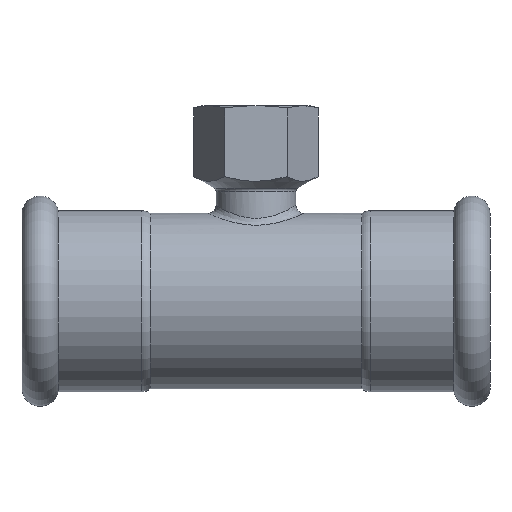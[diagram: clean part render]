
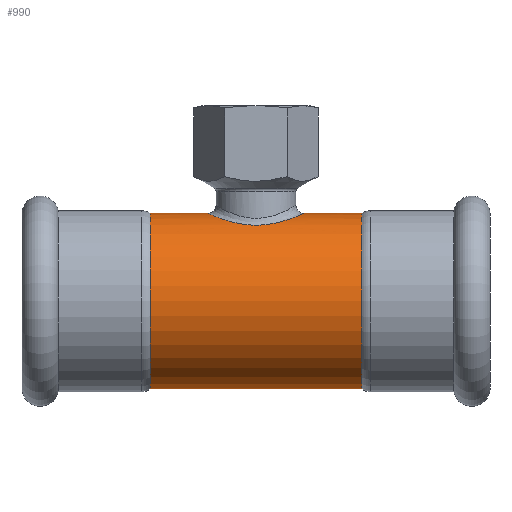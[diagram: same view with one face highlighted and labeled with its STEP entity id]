
A CAD part, front view. The second image highlights one B-rep face of the part: STEP entity #990.
In plain terms, the highlighted cylindrical face has radius 22 mm (diameter 44 mm), a full revolution.
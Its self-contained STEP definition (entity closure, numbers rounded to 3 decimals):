
#20=B_SPLINE_CURVE_WITH_KNOTS('',3,(#1991,#1992,#1993,#1994,#1995,#1996,
#1997,#1998,#1999,#2000,#2001,#2002,#2003,#2004,#2005,#2006,#2007,#2008,
#2009),.UNSPECIFIED.,.T.,.F.,(4,1,1,1,1,1,1,1,1,1,1,1,1,1,1,1,4),(-6.126,
-5.689,-5.251,-4.668,-4.376,-3.792,
-3.501,-3.209,-2.917,-2.626,
-2.334,-2.042,-1.75,-1.313,-0.875,
-0.438,0.),.UNSPECIFIED.);
#57=FACE_BOUND('',#267,.T.);
#129=LINE('',#2021,#158);
#158=VECTOR('',#1399,22.);
#175=CYLINDRICAL_SURFACE('',#1124,22.);
#215=FACE_OUTER_BOUND('',#266,.T.);
#266=EDGE_LOOP('',(#841,#842,#843,#844,#845,#846,#847,#848));
#267=EDGE_LOOP('',(#849));
#348=CIRCLE('',#1125,22.);
#349=CIRCLE('',#1126,22.);
#350=CIRCLE('',#1127,22.);
#351=CIRCLE('',#1128,22.);
#352=CIRCLE('',#1129,22.);
#353=CIRCLE('',#1130,22.);
#456=VERTEX_POINT('',#1959);
#461=VERTEX_POINT('',#2015);
#462=VERTEX_POINT('',#2016);
#463=VERTEX_POINT('',#2018);
#464=VERTEX_POINT('',#2020);
#465=VERTEX_POINT('',#2022);
#466=VERTEX_POINT('',#2024);
#598=EDGE_CURVE('',#456,#456,#20,.T.);
#601=EDGE_CURVE('',#461,#462,#348,.T.);
#602=EDGE_CURVE('',#463,#461,#349,.T.);
#603=EDGE_CURVE('',#463,#464,#129,.T.);
#604=EDGE_CURVE('',#464,#465,#350,.T.);
#605=EDGE_CURVE('',#465,#466,#351,.T.);
#606=EDGE_CURVE('',#466,#464,#352,.T.);
#607=EDGE_CURVE('',#462,#463,#353,.T.);
#841=ORIENTED_EDGE('',*,*,#601,.F.);
#842=ORIENTED_EDGE('',*,*,#602,.F.);
#843=ORIENTED_EDGE('',*,*,#603,.T.);
#844=ORIENTED_EDGE('',*,*,#604,.T.);
#845=ORIENTED_EDGE('',*,*,#605,.T.);
#846=ORIENTED_EDGE('',*,*,#606,.T.);
#847=ORIENTED_EDGE('',*,*,#603,.F.);
#848=ORIENTED_EDGE('',*,*,#607,.F.);
#849=ORIENTED_EDGE('',*,*,#598,.F.);
#990=ADVANCED_FACE('',(#215,#57),#175,.T.);
#1124=AXIS2_PLACEMENT_3D('',#2014,#1393,#1394);
#1125=AXIS2_PLACEMENT_3D('',#2017,#1395,#1396);
#1126=AXIS2_PLACEMENT_3D('',#2019,#1397,#1398);
#1127=AXIS2_PLACEMENT_3D('',#2023,#1400,#1401);
#1128=AXIS2_PLACEMENT_3D('',#2025,#1402,#1403);
#1129=AXIS2_PLACEMENT_3D('',#2026,#1404,#1405);
#1130=AXIS2_PLACEMENT_3D('',#2027,#1406,#1407);
#1393=DIRECTION('center_axis',(1.,0.,0.));
#1394=DIRECTION('ref_axis',(0.,1.,0.));
#1395=DIRECTION('center_axis',(1.,0.,0.));
#1396=DIRECTION('ref_axis',(0.,1.,0.));
#1397=DIRECTION('center_axis',(1.,0.,0.));
#1398=DIRECTION('ref_axis',(0.,1.,0.));
#1399=DIRECTION('',(-1.,0.,0.));
#1400=DIRECTION('center_axis',(1.,0.,0.));
#1401=DIRECTION('ref_axis',(0.,1.,0.));
#1402=DIRECTION('center_axis',(1.,0.,0.));
#1403=DIRECTION('ref_axis',(0.,1.,0.));
#1404=DIRECTION('center_axis',(1.,0.,0.));
#1405=DIRECTION('ref_axis',(0.,1.,0.));
#1406=DIRECTION('center_axis',(1.,0.,0.));
#1407=DIRECTION('ref_axis',(0.,1.,0.));
#1959=CARTESIAN_POINT('',(0.,11.,19.053));
#1991=CARTESIAN_POINT('Ctrl Pts',(0.,11.,19.053));
#1992=CARTESIAN_POINT('Ctrl Pts',(-1.827,11.,19.053));
#1993=CARTESIAN_POINT('Ctrl Pts',(-5.451,10.203,19.53));
#1994=CARTESIAN_POINT('Ctrl Pts',(-10.129,6.786,21.12));
#1995=CARTESIAN_POINT('Ctrl Pts',(-12.253,2.001,22.121));
#1996=CARTESIAN_POINT('Ctrl Pts',(-11.77,-3.68,21.894));
#1997=CARTESIAN_POINT('Ctrl Pts',(-9.258,-7.569,20.763));
#1998=CARTESIAN_POINT('Ctrl Pts',(-5.338,-10.031,19.599));
#1999=CARTESIAN_POINT('Ctrl Pts',(-1.857,-11.042,19.03));
#2000=CARTESIAN_POINT('Ctrl Pts',(1.857,-11.041,19.03));
#2001=CARTESIAN_POINT('Ctrl Pts',(5.337,-10.033,19.601));
#2002=CARTESIAN_POINT('Ctrl Pts',(8.279,-8.181,20.469));
#2003=CARTESIAN_POINT('Ctrl Pts',(10.512,-5.631,21.334));
#2004=CARTESIAN_POINT('Ctrl Pts',(12.099,-2.019,22.043));
#2005=CARTESIAN_POINT('Ctrl Pts',(12.097,2.598,22.041));
#2006=CARTESIAN_POINT('Ctrl Pts',(9.654,7.121,20.951));
#2007=CARTESIAN_POINT('Ctrl Pts',(5.455,10.208,19.536));
#2008=CARTESIAN_POINT('Ctrl Pts',(1.827,11.,19.053));
#2009=CARTESIAN_POINT('Ctrl Pts',(0.,11.,19.053));
#2014=CARTESIAN_POINT('Origin',(22.1,0.,0.));
#2015=CARTESIAN_POINT('',(26.55,22.,0.));
#2016=CARTESIAN_POINT('',(26.55,0.,22.));
#2017=CARTESIAN_POINT('Origin',(26.55,0.,0.));
#2018=CARTESIAN_POINT('',(26.55,-22.,0.));
#2019=CARTESIAN_POINT('Origin',(26.55,0.,0.));
#2020=CARTESIAN_POINT('',(-26.55,-22.,0.));
#2021=CARTESIAN_POINT('',(22.1,-22.,0.));
#2022=CARTESIAN_POINT('',(-26.55,22.,0.));
#2023=CARTESIAN_POINT('Origin',(-26.55,0.,0.));
#2024=CARTESIAN_POINT('',(-26.55,0.,22.));
#2025=CARTESIAN_POINT('Origin',(-26.55,0.,0.));
#2026=CARTESIAN_POINT('Origin',(-26.55,0.,0.));
#2027=CARTESIAN_POINT('Origin',(26.55,0.,0.));
